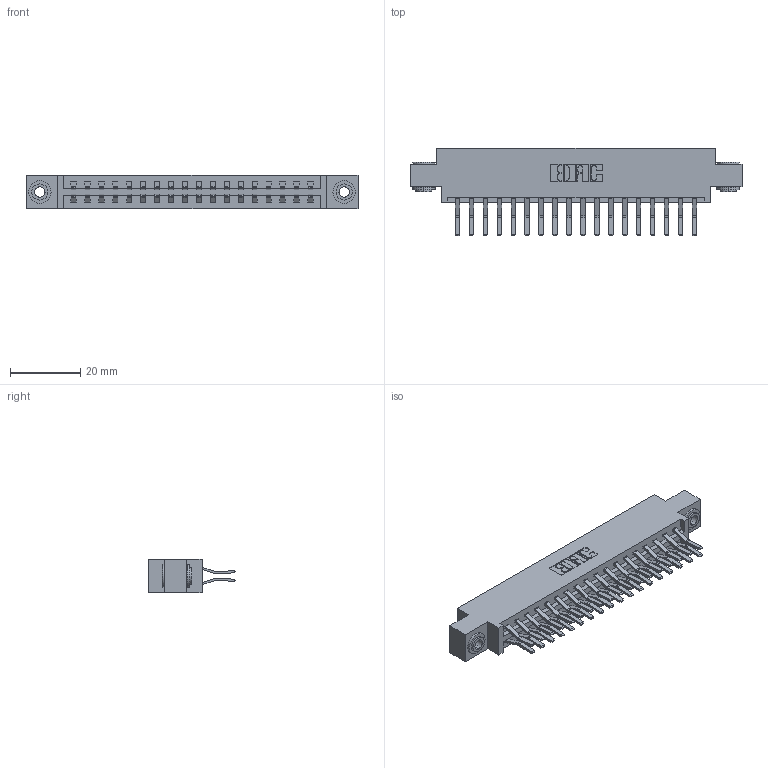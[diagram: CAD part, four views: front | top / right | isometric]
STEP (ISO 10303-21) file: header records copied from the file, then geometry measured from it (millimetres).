
FILE_DESCRIPTION (( 'STEP AP203' ), '1' );
FILE_NAME ('337-036-560-803.STEP', '2018-08-08T00:35:59', ( '' ), ( '' ), 'SwSTEP 2.0', 'SolidWorks 2016', '' );
FILE_SCHEMA (( 'CONFIG_CONTROL_DESIGN' ));
Length unit declared in the file: inch
Products named in the file (4): 345-292-001_560 Tail; 345-250-002_345-250-002-102; 337-036-560-803; 337 Part_0.170 Offset - 0.156 Dia-TH
Assembly tree (39 placements, depth 2):
  337-036-560-803
    337 Part_0.170 Offset - 0.156 Dia-TH
    345-292-001_560 Tail  x36
    345-250-002_345-250-002-102  x2
Bounding box: 94.34 x 24.78 x 9.4 mm (x, y, z)
Volume: 9760.2 mm3; surface area: 11816 mm2
Topology: 39 solids, 39 shells, 2172 faces, 6411 edges, 4222 vertices
Faces by surface type: plane 1452, cylinder 712, cone 8
Entity records: 17930 total; most frequent: CARTESIAN_POINT 3017, ORIENTED_EDGE 2946, DIRECTION 2647, EDGE_CURVE 1473, LINE 1317, VECTOR 1317, VERTEX_POINT 978, AXIS2_PLACEMENT_3D 665
